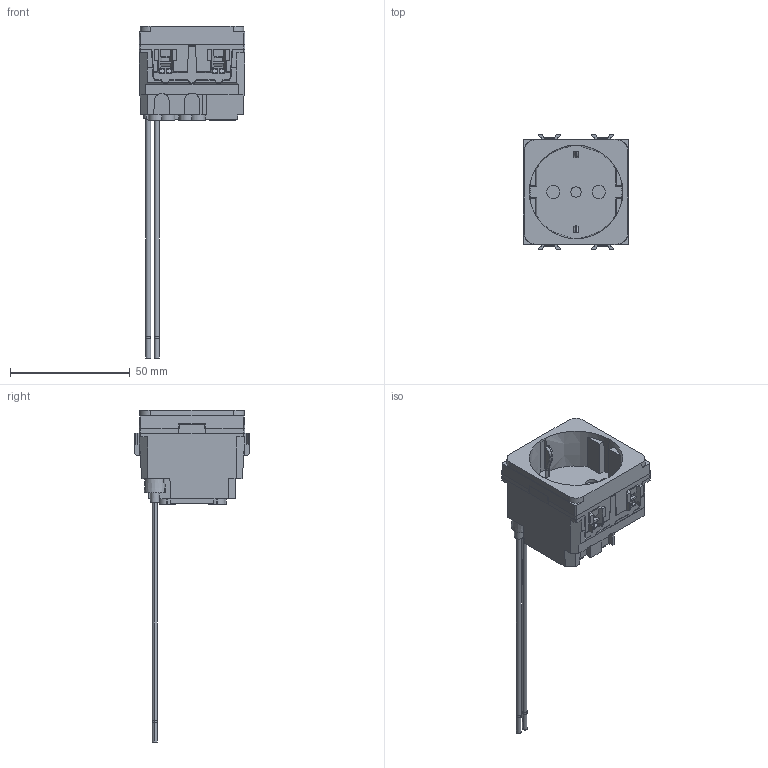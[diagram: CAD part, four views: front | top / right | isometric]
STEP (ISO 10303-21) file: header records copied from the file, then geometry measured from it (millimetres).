
FILE_DESCRIPTION((''),'2;1');
FILE_NAME('900XXXXXXXXX_PRESA_UN_SW0004','2021-04-27T12:30:21',('User'),('Axiro Italia'),'CREO PARAMETRIC BY PTC INC, 2020354','CREO PARAMETRIC BY PTC INC, 2020354','');
FILE_SCHEMA(('CONFIG_CONTROL_DESIGN'));
Length unit declared in the file: millimetre
Products named in the file (1): 900XXXXXXXXX_PRESA_UN_SW0004
Bounding box: 44.23 x 48.25 x 138.6 mm (x, y, z)
Volume: 46842.8 mm3; surface area: 15848.1 mm2
Topology: 1 solids, 1 shells, 646 faces, 1774 edges, 1155 vertices
Faces by surface type: plane 507, cylinder 105, cone 22, bspline 8, torus 4
Entity records: 21044 total; most frequent: CARTESIAN_POINT 4684, ORIENTED_EDGE 3548, DIRECTION 3146, EDGE_CURVE 1774, VECTOR 1432, LINE 1432, VERTEX_POINT 1155, AXIS2_PLACEMENT_3D 857
